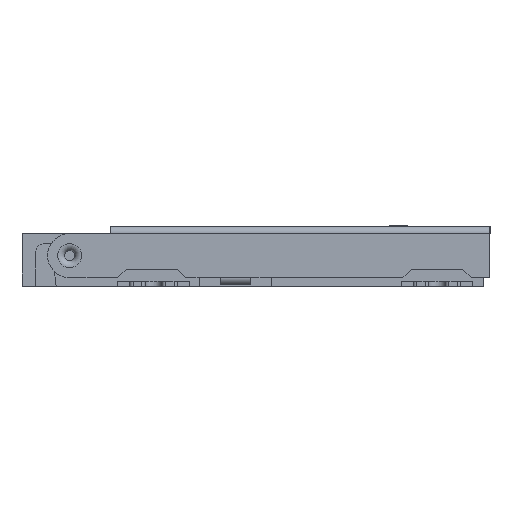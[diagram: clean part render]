
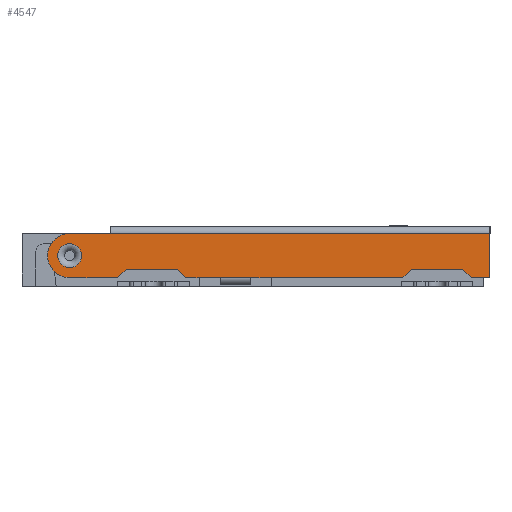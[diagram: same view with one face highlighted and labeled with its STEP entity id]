
A CAD part, left-side view. The second image highlights one B-rep face of the part: STEP entity #4547.
In plain terms, the highlighted planar face has unit normal (-1, 0, 0).
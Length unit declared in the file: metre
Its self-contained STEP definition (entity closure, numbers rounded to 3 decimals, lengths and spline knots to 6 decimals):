
#3587 = EDGE_CURVE( '', #10444, #10445, #10446, .T. );
#4027 = EDGE_CURVE( '', #11232, #10513, #11233, .T. );
#4211 = EDGE_CURVE( '', #10659, #11518, #11542, .T. );
#4315 = EDGE_CURVE( '', #11720, #11721, #11722, .T. );
#4547 = ADVANCED_FACE( '', ( #12102, #12103 ), #12104, .T. );
#4981 = EDGE_CURVE( '', #10714, #12803, #12804, .T. );
#5245 = EDGE_CURVE( '', #13223, #13223, #13224, .T. );
#5353 = EDGE_CURVE( '', #11095, #13384, #13385, .T. );
#5495 = EDGE_CURVE( '', #11095, #10513, #13594, .T. );
#5969 = EDGE_CURVE( '', #11721, #10659, #14284, .T. );
#6049 = EDGE_CURVE( '', #10445, #14396, #14397, .T. );
#6231 = EDGE_CURVE( '', #14648, #10444, #14649, .T. );
#6289 = EDGE_CURVE( '', #14648, #10201, #14727, .T. );
#6907 = EDGE_CURVE( '', #10954, #14001, #15549, .T. );
#7367 = EDGE_CURVE( '', #10201, #11720, #16138, .T. );
#7579 = EDGE_CURVE( '', #11518, #10714, #16399, .T. );
#7697 = EDGE_CURVE( '', #13384, #14396, #16536, .T. );
#7739 = EDGE_CURVE( '', #11232, #16590, #16591, .T. );
#8101 = EDGE_CURVE( '', #14001, #17019, #17020, .T. );
#8377 = EDGE_CURVE( '', #16590, #17019, #17363, .T. );
#8719 = EDGE_CURVE( '', #12803, #10954, #17786, .T. );
#10201 = VERTEX_POINT( '', #19520 );
#10444 = VERTEX_POINT( '', #19849 );
#10445 = VERTEX_POINT( '', #19850 );
#10446 = LINE( '', #19851, #19852 );
#10513 = VERTEX_POINT( '', #19942 );
#10659 = VERTEX_POINT( '', #20148 );
#10714 = VERTEX_POINT( '', #20225 );
#10954 = VERTEX_POINT( '', #20557 );
#11095 = VERTEX_POINT( '', #20758 );
#11232 = VERTEX_POINT( '', #20949 );
#11233 = LINE( '', #20950, #20951 );
#11518 = VERTEX_POINT( '', #21347 );
#11542 = CIRCLE( '', #21381, 0.000645 );
#11720 = VERTEX_POINT( '', #21632 );
#11721 = VERTEX_POINT( '', #21633 );
#11722 = LINE( '', #21634, #21635 );
#12102 = FACE_OUTER_BOUND( '', #22150, .T. );
#12103 = FACE_BOUND( '', #22151, .T. );
#12104 = PLANE( '', #22152 );
#12803 = VERTEX_POINT( '', #23138 );
#12804 = LINE( '', #23139, #23140 );
#13223 = VERTEX_POINT( '', #23724 );
#13224 = CIRCLE( '', #23725, 0.00035 );
#13384 = VERTEX_POINT( '', #23962 );
#13385 = LINE( '', #23963, #23964 );
#13594 = LINE( '', #24265, #24266 );
#14001 = VERTEX_POINT( '', #24857 );
#14284 = LINE( '', #25271, #25272 );
#14396 = VERTEX_POINT( '', #25471 );
#14397 = LINE( '', #25472, #25473 );
#14648 = VERTEX_POINT( '', #25852 );
#14649 = LINE( '', #25853, #25854 );
#14727 = LINE( '', #25966, #25967 );
#15549 = LINE( '', #27187, #27188 );
#16138 = LINE( '', #28066, #28067 );
#16399 = LINE( '', #28462, #28463 );
#16536 = LINE( '', #28692, #28693 );
#16590 = VERTEX_POINT( '', #28770 );
#16591 = LINE( '', #28771, #28772 );
#17019 = VERTEX_POINT( '', #29444 );
#17020 = LINE( '', #29445, #29446 );
#17363 = LINE( '', #29952, #29953 );
#17786 = LINE( '', #30581, #30582 );
#19520 = CARTESIAN_POINT( '', ( -0.0068, -0.00695, 0.00025 ) );
#19849 = CARTESIAN_POINT( '', ( -0.0068, -0.00615, 0.0005 ) );
#19850 = CARTESIAN_POINT( '', ( -0.0068, -0.00465, 0.0005 ) );
#19851 = CARTESIAN_POINT( '', ( -0.0068, -0.00615, 0.0005 ) );
#19852 = VECTOR( '', #33334, 1. );
#19942 = CARTESIAN_POINT( '', ( -0.0068, 0.00005, 0.00026 ) );
#20148 = CARTESIAN_POINT( '', ( -0.0068, 0.005355, 0.00154 ) );
#20225 = CARTESIAN_POINT( '', ( -0.0068, 0.00395, 0.00025 ) );
#20557 = CARTESIAN_POINT( '', ( -0.0068, 0.0022, 0.0005 ) );
#20758 = CARTESIAN_POINT( '', ( -0.0068, 0.000048, 0.00026 ) );
#20949 = CARTESIAN_POINT( '', ( -0.0068, 0.00095, 0.00026 ) );
#20950 = CARTESIAN_POINT( '', ( -0.0068, 0.00095, 0.00026 ) );
#20951 = VECTOR( '', #34105, 1. );
#21347 = CARTESIAN_POINT( '', ( -0.0068, 0.005355, 0.00025 ) );
#21381 = AXIS2_PLACEMENT_3D( '', #34440, #34441, #34442 );
#21632 = CARTESIAN_POINT( '', ( -0.0068, -0.00695, 0.00154 ) );
#21633 = CARTESIAN_POINT( '', ( -0.0068, 0.00415, 0.00154 ) );
#21634 = CARTESIAN_POINT( '', ( -0.0068, -0.00695, 0.00154 ) );
#21635 = VECTOR( '', #34591, 1. );
#22150 = EDGE_LOOP( '', ( #35070, #35071, #35072, #35073, #35074, #35075, #35076, #35077, #35078, #35079, #35080, #35081, #35082, #35083, #35084, #35085, #35086, #35087, #35088 ) );
#22151 = EDGE_LOOP( '', ( #35089 ) );
#22152 = AXIS2_PLACEMENT_3D( '', #35090, #35091, #35092 );
#23138 = CARTESIAN_POINT( '', ( -0.0068, 0.0037, 0.0005 ) );
#23139 = CARTESIAN_POINT( '', ( -0.0068, 0.00395, 0.00025 ) );
#23140 = VECTOR( '', #35830, 1. );
#23724 = CARTESIAN_POINT( '', ( -0.0068, 0.005355, 0.000545 ) );
#23725 = AXIS2_PLACEMENT_3D( '', #36361, #36362, #36363 );
#23962 = CARTESIAN_POINT( '', ( -0.0068, 0.000048, 0.00025 ) );
#23963 = CARTESIAN_POINT( '', ( -0.0068, 0.000048, 0.00025 ) );
#23964 = VECTOR( '', #36523, 1. );
#24265 = CARTESIAN_POINT( '', ( -0.0068, 0.000952, 0.00026 ) );
#24266 = VECTOR( '', #36761, 1. );
#24857 = CARTESIAN_POINT( '', ( -0.0068, 0.00195, 0.00025 ) );
#25271 = CARTESIAN_POINT( '', ( -0.0068, 0.00415, 0.00154 ) );
#25272 = VECTOR( '', #37513, 1. );
#25471 = CARTESIAN_POINT( '', ( -0.0068, -0.0044, 0.00025 ) );
#25472 = CARTESIAN_POINT( '', ( -0.0068, -0.00465, 0.0005 ) );
#25473 = VECTOR( '', #37635, 1. );
#25852 = CARTESIAN_POINT( '', ( -0.0068, -0.0064, 0.00025 ) );
#25853 = CARTESIAN_POINT( '', ( -0.0068, -0.0064, 0.00025 ) );
#25854 = VECTOR( '', #37932, 1. );
#25966 = CARTESIAN_POINT( '', ( -0.0068, 0.00415, 0.00025 ) );
#25967 = VECTOR( '', #38051, 1. );
#27187 = CARTESIAN_POINT( '', ( -0.0068, 0.0022, 0.0005 ) );
#27188 = VECTOR( '', #39184, 1. );
#28066 = CARTESIAN_POINT( '', ( -0.0068, -0.00695, 0.0016 ) );
#28067 = VECTOR( '', #40012, 1. );
#28462 = CARTESIAN_POINT( '', ( -0.0068, 0.00415, 0.00025 ) );
#28463 = VECTOR( '', #40393, 1. );
#28692 = CARTESIAN_POINT( '', ( -0.0068, 0.00415, 0.00025 ) );
#28693 = VECTOR( '', #40533, 1. );
#28770 = CARTESIAN_POINT( '', ( -0.0068, 0.000952, 0.00026 ) );
#28771 = CARTESIAN_POINT( '', ( -0.0068, 0.000952, 0.00026 ) );
#28772 = VECTOR( '', #40634, 1. );
#29444 = CARTESIAN_POINT( '', ( -0.0068, 0.000952, 0.00025 ) );
#29445 = CARTESIAN_POINT( '', ( -0.0068, 0.00415, 0.00025 ) );
#29446 = VECTOR( '', #41219, 1. );
#29952 = CARTESIAN_POINT( '', ( -0.0068, 0.000952, 0.00025 ) );
#29953 = VECTOR( '', #41813, 1. );
#30581 = CARTESIAN_POINT( '', ( -0.0068, 0.0037, 0.0005 ) );
#30582 = VECTOR( '', #42575, 1. );
#33334 = DIRECTION( '', ( 0., 1., 0. ) );
#34105 = DIRECTION( '', ( 0., -1., 0. ) );
#34440 = CARTESIAN_POINT( '', ( -0.0068, 0.005355, 0.000895 ) );
#34441 = DIRECTION( '', ( -1., 0., 0. ) );
#34442 = DIRECTION( '', ( 0., -1., 0. ) );
#34591 = DIRECTION( '', ( 0., 1., 0. ) );
#35070 = ORIENTED_EDGE( '', *, *, #5495, .F. );
#35071 = ORIENTED_EDGE( '', *, *, #5353, .T. );
#35072 = ORIENTED_EDGE( '', *, *, #7697, .T. );
#35073 = ORIENTED_EDGE( '', *, *, #6049, .F. );
#35074 = ORIENTED_EDGE( '', *, *, #3587, .F. );
#35075 = ORIENTED_EDGE( '', *, *, #6231, .F. );
#35076 = ORIENTED_EDGE( '', *, *, #6289, .T. );
#35077 = ORIENTED_EDGE( '', *, *, #7367, .T. );
#35078 = ORIENTED_EDGE( '', *, *, #4315, .T. );
#35079 = ORIENTED_EDGE( '', *, *, #5969, .T. );
#35080 = ORIENTED_EDGE( '', *, *, #4211, .T. );
#35081 = ORIENTED_EDGE( '', *, *, #7579, .T. );
#35082 = ORIENTED_EDGE( '', *, *, #4981, .T. );
#35083 = ORIENTED_EDGE( '', *, *, #8719, .T. );
#35084 = ORIENTED_EDGE( '', *, *, #6907, .T. );
#35085 = ORIENTED_EDGE( '', *, *, #8101, .T. );
#35086 = ORIENTED_EDGE( '', *, *, #8377, .F. );
#35087 = ORIENTED_EDGE( '', *, *, #7739, .F. );
#35088 = ORIENTED_EDGE( '', *, *, #4027, .T. );
#35089 = ORIENTED_EDGE( '', *, *, #5245, .F. );
#35090 = CARTESIAN_POINT( '', ( -0.0068, -0.0014, 0.00155 ) );
#35091 = DIRECTION( '', ( -1., 0., 0. ) );
#35092 = DIRECTION( '', ( 0., 0., 1. ) );
#35830 = DIRECTION( '', ( 0., -0.707, 0.707 ) );
#36361 = CARTESIAN_POINT( '', ( -0.0068, 0.005355, 0.000895 ) );
#36362 = DIRECTION( '', ( -1., 0., 0. ) );
#36363 = DIRECTION( '', ( 0., 0., -1. ) );
#36523 = DIRECTION( '', ( 0., 0., -1. ) );
#36761 = DIRECTION( '', ( 0., 1., 0. ) );
#37513 = DIRECTION( '', ( 0., 1., 0. ) );
#37635 = DIRECTION( '', ( 0., 0.707, -0.707 ) );
#37932 = DIRECTION( '', ( 0., 0.707, 0.707 ) );
#38051 = DIRECTION( '', ( 0., -1., 0. ) );
#39184 = DIRECTION( '', ( 0., -0.707, -0.707 ) );
#40012 = DIRECTION( '', ( 0., 0., 1. ) );
#40393 = DIRECTION( '', ( 0., -1., 0. ) );
#40533 = DIRECTION( '', ( 0., -1., 0. ) );
#40634 = DIRECTION( '', ( 0., 1., 0. ) );
#41219 = DIRECTION( '', ( 0., -1., 0. ) );
#41813 = DIRECTION( '', ( 0., 0., -1. ) );
#42575 = DIRECTION( '', ( 0., -1., 0. ) );
